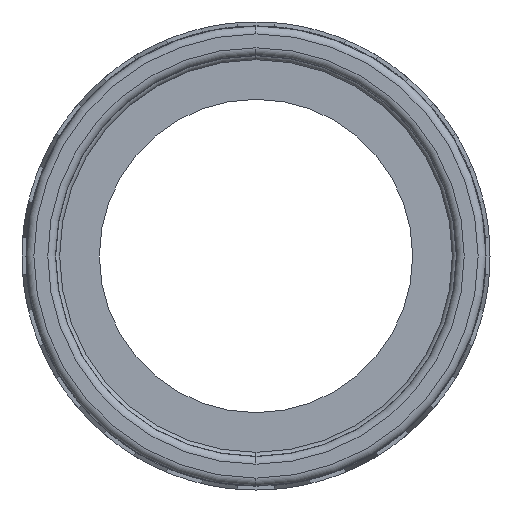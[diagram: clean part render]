
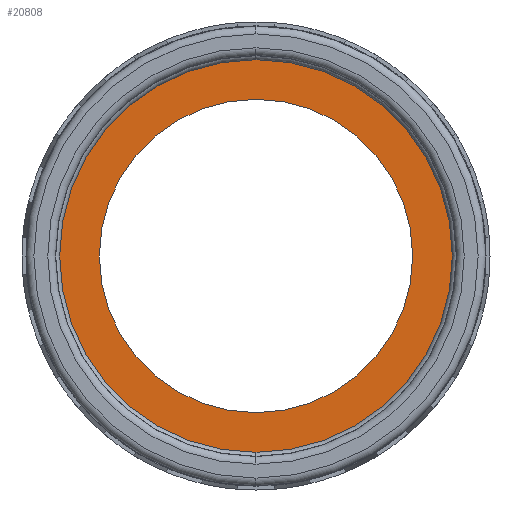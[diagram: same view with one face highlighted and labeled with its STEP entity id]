
A CAD part, left-side view. The second image highlights one B-rep face of the part: STEP entity #20808.
In plain terms, the highlighted planar face has unit normal (-1, 0, 0).
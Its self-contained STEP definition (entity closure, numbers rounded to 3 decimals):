
#372 = EDGE_CURVE ( 'NONE', #5631, #10986, #12807, .T. ) ;
#1353 = AXIS2_PLACEMENT_3D ( 'NONE', #17850, #5811, #19875 ) ;
#1507 = DIRECTION ( 'NONE',  ( 0., 0., 1. ) ) ;
#2292 = CARTESIAN_POINT ( 'NONE',  ( -123.5, 0., -19.75 ) ) ;
#2680 = ORIENTED_EDGE ( 'NONE', *, *, #19762, .T. ) ;
#3551 = AXIS2_PLACEMENT_3D ( 'NONE', #6971, #21047, #9024 ) ;
#3620 = CARTESIAN_POINT ( 'NONE',  ( -123.5, 0., 25.25 ) ) ;
#4930 = FACE_BOUND ( 'NONE', #21817, .T. ) ;
#5631 = VERTEX_POINT ( 'NONE', #2292 ) ;
#5811 = DIRECTION ( 'NONE',  ( -1., 0., 0. ) ) ;
#6971 = CARTESIAN_POINT ( 'NONE',  ( -123.5, 0., 0. ) ) ;
#7164 = AXIS2_PLACEMENT_3D ( 'NONE', #25691, #13562, #1507 ) ;
#7258 = CARTESIAN_POINT ( 'NONE',  ( -123.5, 0., -25.25 ) ) ;
#9024 = DIRECTION ( 'NONE',  ( 0., 0., 1. ) ) ;
#9146 = CARTESIAN_POINT ( 'NONE',  ( -123.5, 0., 0. ) ) ;
#9179 = VERTEX_POINT ( 'NONE', #7258 ) ;
#10086 = DIRECTION ( 'NONE',  ( -1., 0., 0. ) ) ;
#10270 = FACE_OUTER_BOUND ( 'NONE', #12414, .T. ) ;
#10854 = ORIENTED_EDGE ( 'NONE', *, *, #372, .F. ) ;
#10986 = VERTEX_POINT ( 'NONE', #14147 ) ;
#11341 = DIRECTION ( 'NONE',  ( 0., 0., 1. ) ) ;
#12414 = EDGE_LOOP ( 'NONE', ( #2680, #14011 ) ) ;
#12753 = AXIS2_PLACEMENT_3D ( 'NONE', #9146, #23407, #11341 ) ;
#12807 = CIRCLE ( 'NONE', #19045, 19.75 ) ;
#13562 = DIRECTION ( 'NONE',  ( -1., 0., 0. ) ) ;
#14011 = ORIENTED_EDGE ( 'NONE', *, *, #23438, .T. ) ;
#14147 = CARTESIAN_POINT ( 'NONE',  ( -123.5, 0., 19.75 ) ) ;
#15320 = EDGE_CURVE ( 'NONE', #10986, #5631, #25239, .T. ) ;
#15538 = VERTEX_POINT ( 'NONE', #3620 ) ;
#16351 = CARTESIAN_POINT ( 'NONE',  ( -123.5, 0., 0. ) ) ;
#17314 = PLANE ( 'NONE',  #12753 ) ;
#17850 = CARTESIAN_POINT ( 'NONE',  ( -123.5, 0., 0. ) ) ;
#18486 = CIRCLE ( 'NONE', #1353, 25.25 ) ;
#19045 = AXIS2_PLACEMENT_3D ( 'NONE', #16351, #10086, #23886 ) ;
#19762 = EDGE_CURVE ( 'NONE', #15538, #9179, #20028, .T. ) ;
#19875 = DIRECTION ( 'NONE',  ( 0., 0., 1. ) ) ;
#20028 = CIRCLE ( 'NONE', #7164, 25.25 ) ;
#20266 = ORIENTED_EDGE ( 'NONE', *, *, #15320, .F. ) ;
#20808 = ADVANCED_FACE ( 'NONE', ( #4930, #10270 ), #17314, .T. ) ;
#21047 = DIRECTION ( 'NONE',  ( -1., 0., 0. ) ) ;
#21817 = EDGE_LOOP ( 'NONE', ( #20266, #10854 ) ) ;
#23407 = DIRECTION ( 'NONE',  ( -1., 0., 0. ) ) ;
#23438 = EDGE_CURVE ( 'NONE', #9179, #15538, #18486, .T. ) ;
#23886 = DIRECTION ( 'NONE',  ( 0., 0., 1. ) ) ;
#25239 = CIRCLE ( 'NONE', #3551, 19.75 ) ;
#25691 = CARTESIAN_POINT ( 'NONE',  ( -123.5, 0., 0. ) ) ;
